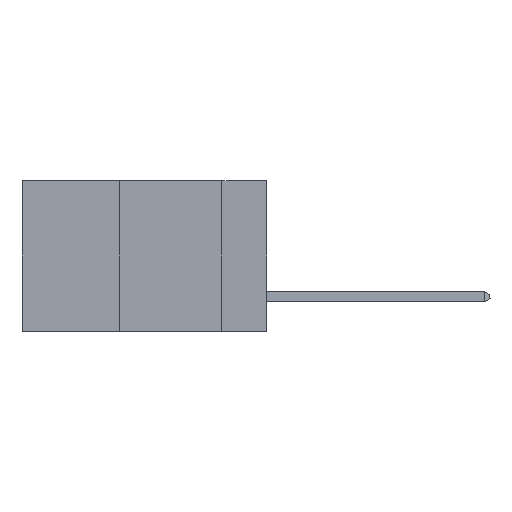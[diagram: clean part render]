
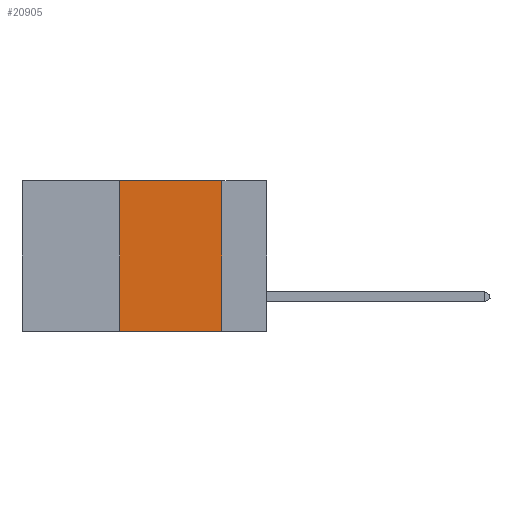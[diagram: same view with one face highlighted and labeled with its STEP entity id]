
A CAD part, left-side view. The second image highlights one B-rep face of the part: STEP entity #20905.
In plain terms, the highlighted planar face has unit normal (-1, 0, 0).
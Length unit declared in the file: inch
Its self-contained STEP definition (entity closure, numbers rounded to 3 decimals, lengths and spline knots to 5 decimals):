
#920 = LINE ( 'NONE', #25186, #21154 ) ;
#1122 = CARTESIAN_POINT ( 'NONE',  ( 0., 0.36, 0. ) ) ;
#1845 = VERTEX_POINT ( 'NONE', #43499 ) ;
#1888 = PLANE ( 'NONE',  #25463 ) ;
#2412 = ORIENTED_EDGE ( 'NONE', *, *, #3746, .F. ) ;
#3021 = DIRECTION ( 'NONE',  ( 0., -1., 0. ) ) ;
#3746 = EDGE_CURVE ( 'NONE', #1845, #47673, #27934, .T. ) ;
#4805 = ORIENTED_EDGE ( 'NONE', *, *, #9693, .F. ) ;
#7404 = DIRECTION ( 'NONE',  ( 0., 0., 1. ) ) ;
#8149 = EDGE_CURVE ( 'NONE', #1845, #29987, #32067, .T. ) ;
#9340 = DIRECTION ( 'NONE',  ( 0., 0., -1. ) ) ;
#9445 = VECTOR ( 'NONE', #7404, 39.37008 ) ;
#9693 = EDGE_CURVE ( 'NONE', #16832, #29987, #10571, .T. ) ;
#10571 = LINE ( 'NONE', #17234, #20374 ) ;
#11436 = CARTESIAN_POINT ( 'NONE',  ( 0., 0.36, 0. ) ) ;
#11622 = ORIENTED_EDGE ( 'NONE', *, *, #14435, .F. ) ;
#13230 = CARTESIAN_POINT ( 'NONE',  ( 0., 0.6, 0. ) ) ;
#13636 = CARTESIAN_POINT ( 'NONE',  ( 0., 0.11, 0. ) ) ;
#14435 = EDGE_CURVE ( 'NONE', #47673, #16832, #920, .T. ) ;
#15389 = CARTESIAN_POINT ( 'NONE',  ( 0., 0.6, -0.37 ) ) ;
#15441 = CARTESIAN_POINT ( 'NONE',  ( 0., 0.11, -0.37 ) ) ;
#16832 = VERTEX_POINT ( 'NONE', #13636 ) ;
#17234 = CARTESIAN_POINT ( 'NONE',  ( 0., 0.11, 0. ) ) ;
#20374 = VECTOR ( 'NONE', #35809, 39.37008 ) ;
#20520 = VECTOR ( 'NONE', #41040, 39.37008 ) ;
#20905 = ADVANCED_FACE ( 'NONE', ( #32392 ), #1888, .F. ) ;
#21154 = VECTOR ( 'NONE', #3021, 39.37008 ) ;
#25186 = CARTESIAN_POINT ( 'NONE',  ( 0., 0.6, 0. ) ) ;
#25463 = AXIS2_PLACEMENT_3D ( 'NONE', #13230, #39067, #9340 ) ;
#27934 = LINE ( 'NONE', #11436, #9445 ) ;
#29987 = VERTEX_POINT ( 'NONE', #15441 ) ;
#32067 = LINE ( 'NONE', #15389, #20520 ) ;
#32392 = FACE_OUTER_BOUND ( 'NONE', #42766, .T. ) ;
#35809 = DIRECTION ( 'NONE',  ( 0., 0., -1. ) ) ;
#39067 = DIRECTION ( 'NONE',  ( 1., 0., 0. ) ) ;
#41040 = DIRECTION ( 'NONE',  ( 0., -1., 0. ) ) ;
#41572 = ORIENTED_EDGE ( 'NONE', *, *, #8149, .T. ) ;
#42766 = EDGE_LOOP ( 'NONE', ( #4805, #11622, #2412, #41572 ) ) ;
#43499 = CARTESIAN_POINT ( 'NONE',  ( 0., 0.36, -0.37 ) ) ;
#47673 = VERTEX_POINT ( 'NONE', #1122 ) ;
